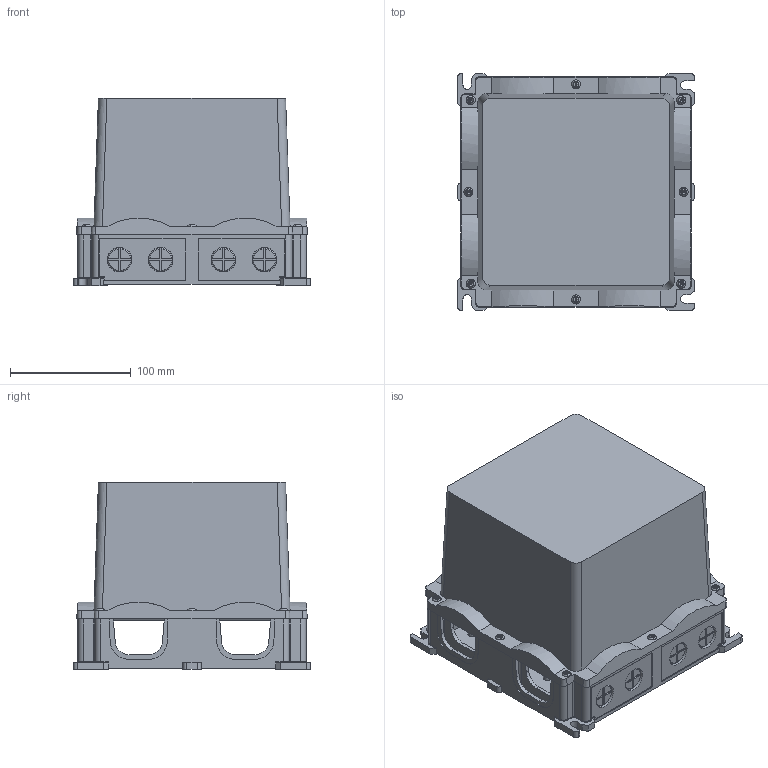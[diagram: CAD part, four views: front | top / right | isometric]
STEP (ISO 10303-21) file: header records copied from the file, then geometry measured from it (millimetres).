
FILE_DESCRIPTION(('CATIA V5 STEP Exchange','CAx-IF Rec.Pracs.--- Model Styling and Organization---1.4--- 2014-01-23'),'2;1');
FILE_NAME ('D1425781_1', '2020-06-03T07:47:57+00:00', ('none'), ('Weidmueller'), 'CATIA Version 5-6 Release 2016 SP3 HF44', 'CATIA V5 STEP AP214', 'none');
FILE_SCHEMA(('AUTOMOTIVE_DESIGN { 1 0 10303 214 1 1 1 1 }'));
Products named in the file (1): S3D_FP-ENC-XXXX-155-2M
Bounding box: 196 x 196 x 155 mm (x, y, z)
Volume: 594793.5 mm3; surface area: 389427.4 mm2
Topology: 3 solids, 3 shells, 2382 faces, 6182 edges, 3904 vertices
Faces by surface type: plane 1192, cylinder 664, cone 246, torus 194, bspline 70, sphere 16
Entity records: 73216 total; most frequent: CARTESIAN_POINT 19472, ORIENTED_EDGE 12332, DIRECTION 7669, EDGE_CURVE 6166, VERTEX_POINT 3904, VECTOR 3419, LINE 3419, AXIS2_PLACEMENT_3D 2944
